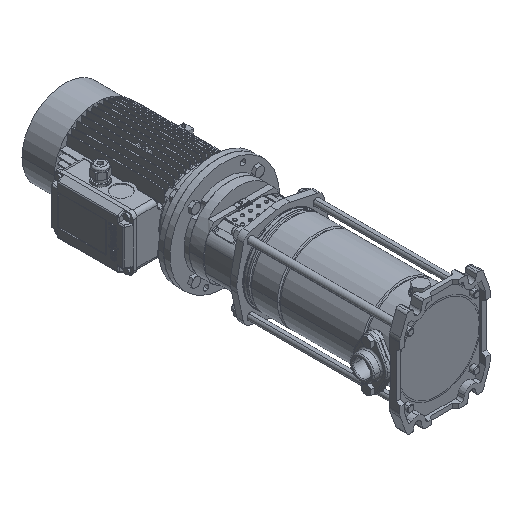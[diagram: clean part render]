
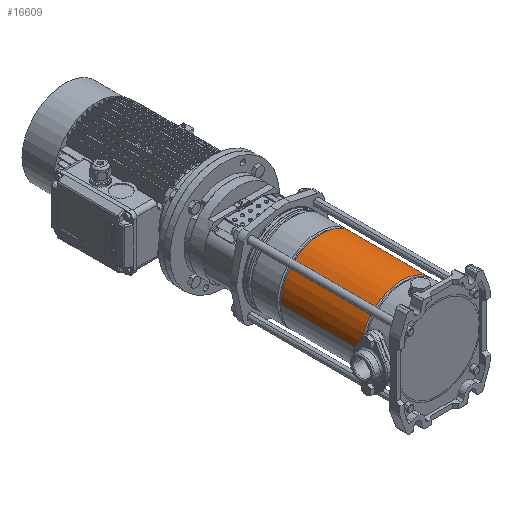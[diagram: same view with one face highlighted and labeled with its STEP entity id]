
A CAD part, isometric view. The second image highlights one B-rep face of the part: STEP entity #16609.
In plain terms, the highlighted cylindrical face has radius 74.4 mm (diameter 148.8 mm), a partial arc.
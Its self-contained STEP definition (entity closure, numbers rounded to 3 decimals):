
#1619 = LINE ( 'NONE', #11665, #36089 ) ;
#2694 = ORIENTED_EDGE ( 'NONE', *, *, #49872, .T. ) ;
#3316 = EDGE_CURVE ( 'NONE', #59137, #8127, #15943, .T. ) ;
#3366 = AXIS2_PLACEMENT_3D ( 'NONE', #8660, #70258, #59160 ) ;
#6790 = EDGE_CURVE ( 'NONE', #29663, #61879, #53246, .T. ) ;
#8127 = VERTEX_POINT ( 'NONE', #24506 ) ;
#8660 = CARTESIAN_POINT ( 'NONE',  ( 0., 0., 214.664 ) ) ;
#10258 = CARTESIAN_POINT ( 'NONE',  ( 0., 0., 0. ) ) ;
#10290 = ORIENTED_EDGE ( 'NONE', *, *, #6790, .F. ) ;
#11665 = CARTESIAN_POINT ( 'NONE',  ( 74.4, 0., 0. ) ) ;
#15943 = CIRCLE ( 'NONE', #3366, 74.4 ) ;
#16323 = DIRECTION ( 'NONE',  ( 0., 0., -1. ) ) ;
#16609 = ADVANCED_FACE ( 'NONE', ( #26748 ), #48586, .T. ) ;
#16718 = CARTESIAN_POINT ( 'NONE',  ( 0., 0., 67.336 ) ) ;
#21214 = VECTOR ( 'NONE', #52726, 1000. ) ;
#24464 = ORIENTED_EDGE ( 'NONE', *, *, #3316, .T. ) ;
#24506 = CARTESIAN_POINT ( 'NONE',  ( -74.4, 0., 214.664 ) ) ;
#26748 = FACE_OUTER_BOUND ( 'NONE', #37441, .T. ) ;
#29663 = VERTEX_POINT ( 'NONE', #55544 ) ;
#36089 = VECTOR ( 'NONE', #45015, 1000. ) ;
#37256 = AXIS2_PLACEMENT_3D ( 'NONE', #16718, #55420, #61135 ) ;
#37441 = EDGE_LOOP ( 'NONE', ( #63834, #24464, #2694, #10290 ) ) ;
#37745 = EDGE_CURVE ( 'NONE', #59137, #29663, #1619, .T. ) ;
#45015 = DIRECTION ( 'NONE',  ( 0., 0., -1. ) ) ;
#45337 = AXIS2_PLACEMENT_3D ( 'NONE', #10258, #16323, #53963 ) ;
#48586 = CYLINDRICAL_SURFACE ( 'NONE', #45337, 74.4 ) ;
#49872 = EDGE_CURVE ( 'NONE', #8127, #61879, #68842, .T. ) ;
#52726 = DIRECTION ( 'NONE',  ( 0., 0., -1. ) ) ;
#53246 = CIRCLE ( 'NONE', #37256, 74.4 ) ;
#53963 = DIRECTION ( 'NONE',  ( -1., 0., 0. ) ) ;
#55420 = DIRECTION ( 'NONE',  ( 0., 0., -1. ) ) ;
#55544 = CARTESIAN_POINT ( 'NONE',  ( 74.4, 0., 67.336 ) ) ;
#55950 = CARTESIAN_POINT ( 'NONE',  ( 74.4, 0., 214.664 ) ) ;
#59137 = VERTEX_POINT ( 'NONE', #55950 ) ;
#59160 = DIRECTION ( 'NONE',  ( -1., 0., 0. ) ) ;
#61030 = CARTESIAN_POINT ( 'NONE',  ( -74.4, 0., 67.336 ) ) ;
#61135 = DIRECTION ( 'NONE',  ( -1., 0., 0. ) ) ;
#61879 = VERTEX_POINT ( 'NONE', #61030 ) ;
#62392 = CARTESIAN_POINT ( 'NONE',  ( -74.4, 0., 0. ) ) ;
#63834 = ORIENTED_EDGE ( 'NONE', *, *, #37745, .F. ) ;
#68842 = LINE ( 'NONE', #62392, #21214 ) ;
#70258 = DIRECTION ( 'NONE',  ( 0., 0., -1. ) ) ;
